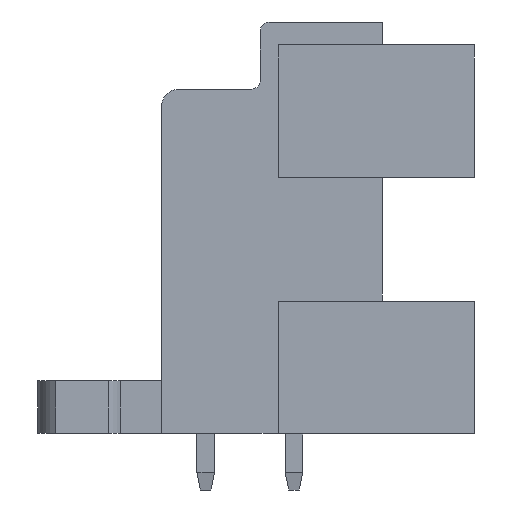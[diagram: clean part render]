
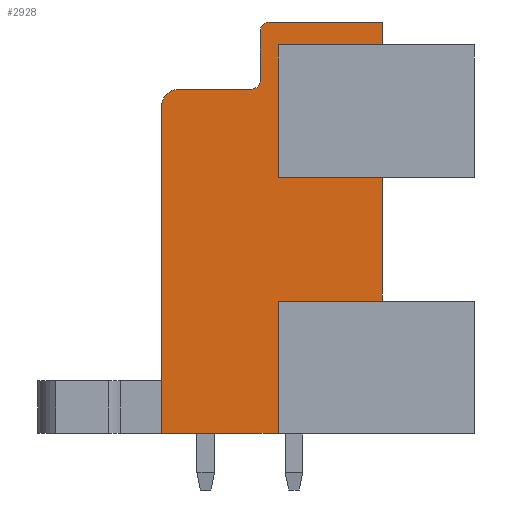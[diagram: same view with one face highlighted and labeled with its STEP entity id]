
A CAD part, left-side view. The second image highlights one B-rep face of the part: STEP entity #2928.
In plain terms, the highlighted planar face has unit normal (-1, 0, 0).
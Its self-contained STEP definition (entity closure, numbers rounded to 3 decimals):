
#1554=AXIS2_PLACEMENT_3D('Circle Axis2P3D',#1552,#1553,$) ;
#1616=AXIS2_PLACEMENT_3D('Circle Axis2P3D',#1614,#1615,$) ;
#1678=AXIS2_PLACEMENT_3D('Circle Axis2P3D',#1676,#1677,$) ;
#2899=AXIS2_PLACEMENT_3D('Plane Axis2P3D',#2896,#2897,#2898) ;
#629=CARTESIAN_POINT('Vertex',(3.5,5.2,10.7)) ;
#632=CARTESIAN_POINT('Line Origine',(3.5,8.15,10.7)) ;
#636=CARTESIAN_POINT('Vertex',(3.5,11.1,10.7)) ;
#714=CARTESIAN_POINT('Vertex',(3.5,5.2,17.7)) ;
#717=CARTESIAN_POINT('Line Origine',(3.5,5.2,14.2)) ;
#773=CARTESIAN_POINT('Vertex',(3.5,11.1,17.7)) ;
#776=CARTESIAN_POINT('Line Origine',(3.5,8.15,17.7)) ;
#1407=CARTESIAN_POINT('Vertex',(3.5,5.2,25.2)) ;
#1410=CARTESIAN_POINT('Line Origine',(3.5,8.15,25.2)) ;
#1414=CARTESIAN_POINT('Vertex',(3.5,11.1,25.2)) ;
#1487=CARTESIAN_POINT('Vertex',(3.5,5.2,26.5)) ;
#1490=CARTESIAN_POINT('Line Origine',(3.5,5.2,25.85)) ;
#1518=CARTESIAN_POINT('Vertex',(3.5,11.6,26.5)) ;
#1521=CARTESIAN_POINT('Line Origine',(3.5,8.4,26.5)) ;
#1549=CARTESIAN_POINT('Vertex',(3.5,12.1,26.)) ;
#1552=CARTESIAN_POINT('Axis2P3D Location',(3.5,11.6,26.)) ;
#1580=CARTESIAN_POINT('Vertex',(3.5,12.1,23.2)) ;
#1583=CARTESIAN_POINT('Line Origine',(3.5,12.1,24.6)) ;
#1611=CARTESIAN_POINT('Vertex',(3.5,12.6,22.7)) ;
#1614=CARTESIAN_POINT('Axis2P3D Location',(3.5,12.6,23.2)) ;
#1642=CARTESIAN_POINT('Vertex',(3.5,16.7,22.7)) ;
#1645=CARTESIAN_POINT('Line Origine',(3.5,14.65,22.7)) ;
#1673=CARTESIAN_POINT('Vertex',(3.5,17.7,21.7)) ;
#1676=CARTESIAN_POINT('Axis2P3D Location',(3.5,16.7,21.7)) ;
#1755=CARTESIAN_POINT('Vertex',(3.5,17.7,3.2)) ;
#1758=CARTESIAN_POINT('Line Origine',(3.5,17.7,12.45)) ;
#1850=CARTESIAN_POINT('Vertex',(3.5,11.1,3.2)) ;
#1853=CARTESIAN_POINT('Line Origine',(3.5,14.4,3.2)) ;
#2896=CARTESIAN_POINT('Axis2P3D Location',(3.5,0.,0.)) ;
#2901=CARTESIAN_POINT('Line Origine',(3.5,11.1,21.45)) ;
#2906=CARTESIAN_POINT('Line Origine',(3.5,11.1,6.95)) ;
#633=DIRECTION('Vector Direction',(0.,-1.,0.)) ;
#718=DIRECTION('Vector Direction',(0.,0.,-1.)) ;
#777=DIRECTION('Vector Direction',(0.,1.,0.)) ;
#1411=DIRECTION('Vector Direction',(0.,-1.,0.)) ;
#1491=DIRECTION('Vector Direction',(0.,0.,-1.)) ;
#1522=DIRECTION('Vector Direction',(0.,-1.,0.)) ;
#1553=DIRECTION('Axis2P3D Direction',(-1.,0.,0.)) ;
#1584=DIRECTION('Vector Direction',(0.,0.,1.)) ;
#1615=DIRECTION('Axis2P3D Direction',(-1.,0.,0.)) ;
#1646=DIRECTION('Vector Direction',(0.,-1.,0.)) ;
#1677=DIRECTION('Axis2P3D Direction',(-1.,0.,0.)) ;
#1759=DIRECTION('Vector Direction',(0.,0.,1.)) ;
#1854=DIRECTION('Vector Direction',(0.,1.,0.)) ;
#2897=DIRECTION('Axis2P3D Direction',(-1.,0.,0.)) ;
#2898=DIRECTION('Axis2P3D XDirection',(0.,-1.,0.)) ;
#2902=DIRECTION('Vector Direction',(0.,0.,1.)) ;
#2907=DIRECTION('Vector Direction',(0.,0.,1.)) ;
#634=VECTOR('Line Direction',#633,1.) ;
#719=VECTOR('Line Direction',#718,1.) ;
#778=VECTOR('Line Direction',#777,1.) ;
#1412=VECTOR('Line Direction',#1411,1.) ;
#1492=VECTOR('Line Direction',#1491,1.) ;
#1523=VECTOR('Line Direction',#1522,1.) ;
#1585=VECTOR('Line Direction',#1584,1.) ;
#1647=VECTOR('Line Direction',#1646,1.) ;
#1760=VECTOR('Line Direction',#1759,1.) ;
#1855=VECTOR('Line Direction',#1854,1.) ;
#2903=VECTOR('Line Direction',#2902,1.) ;
#2908=VECTOR('Line Direction',#2907,1.) ;
#2912=ORIENTED_EDGE('',*,*,#780,.F.) ;
#2913=ORIENTED_EDGE('',*,*,#2905,.F.) ;
#2914=ORIENTED_EDGE('',*,*,#1416,.F.) ;
#2915=ORIENTED_EDGE('',*,*,#1494,.T.) ;
#2916=ORIENTED_EDGE('',*,*,#1525,.T.) ;
#2917=ORIENTED_EDGE('',*,*,#1556,.T.) ;
#2918=ORIENTED_EDGE('',*,*,#1587,.T.) ;
#2919=ORIENTED_EDGE('',*,*,#1618,.T.) ;
#2920=ORIENTED_EDGE('',*,*,#1649,.T.) ;
#2921=ORIENTED_EDGE('',*,*,#1680,.T.) ;
#2922=ORIENTED_EDGE('',*,*,#1762,.T.) ;
#2923=ORIENTED_EDGE('',*,*,#1857,.T.) ;
#2924=ORIENTED_EDGE('',*,*,#2910,.F.) ;
#2925=ORIENTED_EDGE('',*,*,#638,.F.) ;
#2926=ORIENTED_EDGE('',*,*,#721,.T.) ;
#2928=ADVANCED_FACE('Housing',(#2927),#2900,.T.) ;
#1555=CIRCLE('generated circle',#1554,0.5) ;
#1617=CIRCLE('generated circle',#1616,0.5) ;
#1679=CIRCLE('generated circle',#1678,1.) ;
#638=EDGE_CURVE('',#630,#637,#635,.F.) ;
#721=EDGE_CURVE('',#630,#715,#720,.F.) ;
#780=EDGE_CURVE('',#774,#715,#779,.F.) ;
#1416=EDGE_CURVE('',#1408,#1415,#1413,.F.) ;
#1494=EDGE_CURVE('',#1408,#1488,#1493,.F.) ;
#1525=EDGE_CURVE('',#1488,#1519,#1524,.F.) ;
#1556=EDGE_CURVE('',#1519,#1550,#1555,.T.) ;
#1587=EDGE_CURVE('',#1550,#1581,#1586,.F.) ;
#1618=EDGE_CURVE('',#1581,#1612,#1617,.F.) ;
#1649=EDGE_CURVE('',#1612,#1643,#1648,.F.) ;
#1680=EDGE_CURVE('',#1643,#1674,#1679,.T.) ;
#1762=EDGE_CURVE('',#1674,#1756,#1761,.F.) ;
#1857=EDGE_CURVE('',#1756,#1851,#1856,.F.) ;
#2905=EDGE_CURVE('',#1415,#774,#2904,.F.) ;
#2910=EDGE_CURVE('',#637,#1851,#2909,.F.) ;
#2911=EDGE_LOOP('',(#2912,#2913,#2914,#2915,#2916,#2917,#2918,#2919,#2920,#2921,#2922,#2923,#2924,#2925,#2926)) ;
#2927=FACE_OUTER_BOUND('',#2911,.T.) ;
#635=LINE('Line',#632,#634) ;
#720=LINE('Line',#717,#719) ;
#779=LINE('Line',#776,#778) ;
#1413=LINE('Line',#1410,#1412) ;
#1493=LINE('Line',#1490,#1492) ;
#1524=LINE('Line',#1521,#1523) ;
#1586=LINE('Line',#1583,#1585) ;
#1648=LINE('Line',#1645,#1647) ;
#1761=LINE('Line',#1758,#1760) ;
#1856=LINE('Line',#1853,#1855) ;
#2904=LINE('Line',#2901,#2903) ;
#2909=LINE('Line',#2906,#2908) ;
#2900=PLANE('',#2899) ;
#630=VERTEX_POINT('',#629) ;
#637=VERTEX_POINT('',#636) ;
#715=VERTEX_POINT('',#714) ;
#774=VERTEX_POINT('',#773) ;
#1408=VERTEX_POINT('',#1407) ;
#1415=VERTEX_POINT('',#1414) ;
#1488=VERTEX_POINT('',#1487) ;
#1519=VERTEX_POINT('',#1518) ;
#1550=VERTEX_POINT('',#1549) ;
#1581=VERTEX_POINT('',#1580) ;
#1612=VERTEX_POINT('',#1611) ;
#1643=VERTEX_POINT('',#1642) ;
#1674=VERTEX_POINT('',#1673) ;
#1756=VERTEX_POINT('',#1755) ;
#1851=VERTEX_POINT('',#1850) ;
